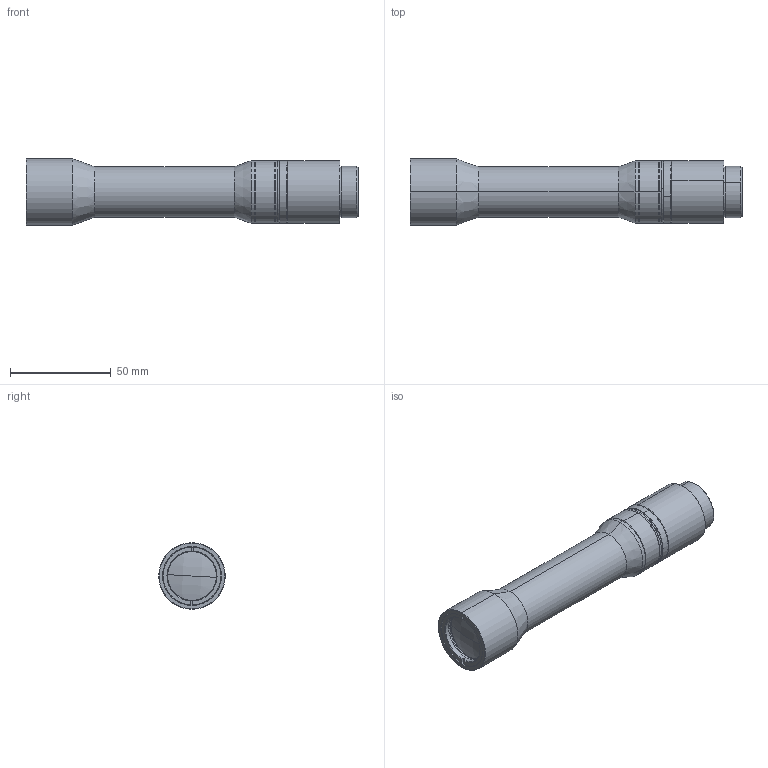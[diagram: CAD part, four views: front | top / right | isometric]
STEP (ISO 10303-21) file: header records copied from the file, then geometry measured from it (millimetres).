
FILE_DESCRIPTION (( 'STEP AP214' ), '1' );
FILE_NAME ('OTLZ17.6-40-110C.STEP', '2023-05-12T02:09:24', ( '' ), ( '' ), 'SwSTEP 2.0', 'SolidWorks 2022', '' );
FILE_SCHEMA (( 'AUTOMOTIVE_DESIGN' ));
Length unit declared in the file: millimetre
Products named in the file (1): OTLZ17.6-40-110C
Bounding box: 164.49 x 33 x 33 mm (x, y, z)
Volume: 68431.8 mm3; surface area: 38472.7 mm2
Topology: 19 solids, 19 shells, 303 faces, 655 edges, 412 vertices
Faces by surface type: cylinder 114, cone 88, plane 76, bspline 25
Entity records: 12408 total; most frequent: CARTESIAN_POINT 2010, DIRECTION 1574, ORIENTED_EDGE 1310, AXIS2_PLACEMENT_3D 668, EDGE_CURVE 655, VERTEX_POINT 412, CIRCLE 389, EDGE_LOOP 355
